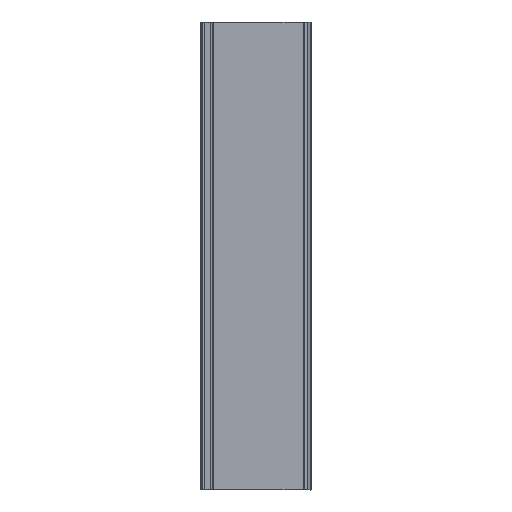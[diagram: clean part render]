
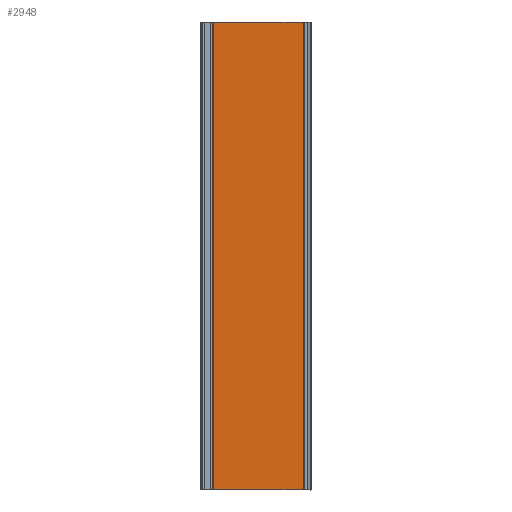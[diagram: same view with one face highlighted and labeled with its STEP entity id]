
A CAD part, left-side view. The second image highlights one B-rep face of the part: STEP entity #2948.
In plain terms, the highlighted planar face has unit normal (-1, 0, 0).
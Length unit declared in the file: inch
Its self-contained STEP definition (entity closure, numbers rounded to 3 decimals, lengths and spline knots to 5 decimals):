
#92 = EDGE_CURVE ( 'NONE', #3169, #596, #1224, .T. ) ;
#286 = LINE ( 'NONE', #487, #337 ) ;
#301 = CARTESIAN_POINT ( 'NONE',  ( 0.35955, 2.27083, -5.90551 ) ) ;
#337 = VECTOR ( 'NONE', #2860, 39.37008 ) ;
#350 = DIRECTION ( 'NONE',  ( -1., 0., 0. ) ) ;
#435 = VECTOR ( 'NONE', #1843, 39.37008 ) ;
#461 = ORIENTED_EDGE ( 'NONE', *, *, #1377, .T. ) ;
#487 = CARTESIAN_POINT ( 'NONE',  ( 0.35955, 2.27083, -5.90551 ) ) ;
#506 = EDGE_CURVE ( 'NONE', #1454, #2245, #3329, .T. ) ;
#596 = VERTEX_POINT ( 'NONE', #1638 ) ;
#600 = DIRECTION ( 'NONE',  ( 0., 0., 1. ) ) ;
#632 = DIRECTION ( 'NONE',  ( 0., 0., 1. ) ) ;
#669 = CARTESIAN_POINT ( 'NONE',  ( 0.35955, 0.01181, -5.90551 ) ) ;
#786 = ORIENTED_EDGE ( 'NONE', *, *, #92, .F. ) ;
#1151 = LINE ( 'NONE', #1940, #3252 ) ;
#1178 = CARTESIAN_POINT ( 'NONE',  ( 0.35955, 2.27083, 5.90551 ) ) ;
#1224 = LINE ( 'NONE', #3135, #435 ) ;
#1377 = EDGE_CURVE ( 'NONE', #3169, #1454, #286, .T. ) ;
#1404 = FACE_OUTER_BOUND ( 'NONE', #1599, .T. ) ;
#1448 = ORIENTED_EDGE ( 'NONE', *, *, #506, .T. ) ;
#1454 = VERTEX_POINT ( 'NONE', #301 ) ;
#1599 = EDGE_LOOP ( 'NONE', ( #461, #1448, #2186, #786 ) ) ;
#1638 = CARTESIAN_POINT ( 'NONE',  ( 0.35955, 0.01181, 5.90551 ) ) ;
#1843 = DIRECTION ( 'NONE',  ( 0., -1., 0. ) ) ;
#1940 = CARTESIAN_POINT ( 'NONE',  ( 0.35955, 0.01181, -5.90551 ) ) ;
#2061 = CARTESIAN_POINT ( 'NONE',  ( 0.35955, 0., -5.90551 ) ) ;
#2184 = CARTESIAN_POINT ( 'NONE',  ( 0.35955, 2.27083, -5.90551 ) ) ;
#2186 = ORIENTED_EDGE ( 'NONE', *, *, #3028, .T. ) ;
#2198 = PLANE ( 'NONE',  #2486 ) ;
#2245 = VERTEX_POINT ( 'NONE', #669 ) ;
#2396 = VECTOR ( 'NONE', #3099, 39.37008 ) ;
#2486 = AXIS2_PLACEMENT_3D ( 'NONE', #2184, #350, #632 ) ;
#2860 = DIRECTION ( 'NONE',  ( 0., 0., -1. ) ) ;
#2948 = ADVANCED_FACE ( 'NONE', ( #1404 ), #2198, .T. ) ;
#3028 = EDGE_CURVE ( 'NONE', #2245, #596, #1151, .T. ) ;
#3099 = DIRECTION ( 'NONE',  ( 0., -1., 0. ) ) ;
#3135 = CARTESIAN_POINT ( 'NONE',  ( 0.35955, 0., 5.90551 ) ) ;
#3169 = VERTEX_POINT ( 'NONE', #1178 ) ;
#3252 = VECTOR ( 'NONE', #600, 39.37008 ) ;
#3329 = LINE ( 'NONE', #2061, #2396 ) ;
